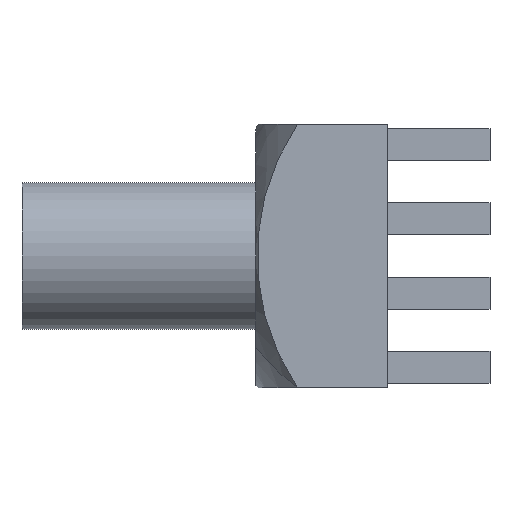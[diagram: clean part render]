
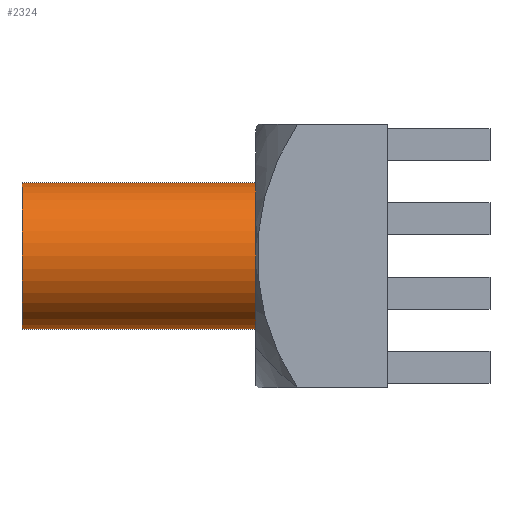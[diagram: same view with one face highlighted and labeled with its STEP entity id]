
A CAD part, left-side view. The second image highlights one B-rep face of the part: STEP entity #2324.
In plain terms, the highlighted cylindrical face has radius 2.5 mm (diameter 5 mm), a partial arc.
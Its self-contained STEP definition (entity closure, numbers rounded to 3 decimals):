
#24 = CARTESIAN_POINT ( 'NONE',  ( 0., 12.5, 0. ) ) ;
#60 = CYLINDRICAL_SURFACE ( 'NONE', #2025, 2.5 ) ;
#63 = CIRCLE ( 'NONE', #389, 2.5 ) ;
#205 = EDGE_CURVE ( 'NONE', #224, #2328, #1876, .T. ) ;
#224 = VERTEX_POINT ( 'NONE', #2343 ) ;
#349 = LINE ( 'NONE', #1546, #2414 ) ;
#389 = AXIS2_PLACEMENT_3D ( 'NONE', #1604, #1211, #2007 ) ;
#486 = CARTESIAN_POINT ( 'NONE',  ( 0., 12.5, 2.5 ) ) ;
#673 = FACE_OUTER_BOUND ( 'NONE', #2149, .T. ) ;
#690 = CARTESIAN_POINT ( 'NONE',  ( 0., 4.5, 2.5 ) ) ;
#790 = ORIENTED_EDGE ( 'NONE', *, *, #1767, .F. ) ;
#1100 = ORIENTED_EDGE ( 'NONE', *, *, #2200, .T. ) ;
#1160 = CARTESIAN_POINT ( 'NONE',  ( 0., 12.5, -2.5 ) ) ;
#1186 = VERTEX_POINT ( 'NONE', #690 ) ;
#1195 = DIRECTION ( 'NONE',  ( 0., 1., 0. ) ) ;
#1211 = DIRECTION ( 'NONE',  ( 0., 1., 0. ) ) ;
#1246 = DIRECTION ( 'NONE',  ( 0., -1., 0. ) ) ;
#1352 = ORIENTED_EDGE ( 'NONE', *, *, #2134, .F. ) ;
#1425 = CIRCLE ( 'NONE', #1543, 2.5 ) ;
#1543 = AXIS2_PLACEMENT_3D ( 'NONE', #2368, #1195, #2566 ) ;
#1546 = CARTESIAN_POINT ( 'NONE',  ( 0., 12.5, 2.5 ) ) ;
#1604 = CARTESIAN_POINT ( 'NONE',  ( 0., 4.5, 0. ) ) ;
#1613 = ORIENTED_EDGE ( 'NONE', *, *, #205, .T. ) ;
#1767 = EDGE_CURVE ( 'NONE', #224, #2018, #1425, .T. ) ;
#1845 = CARTESIAN_POINT ( 'NONE',  ( 0., 4.5, -2.5 ) ) ;
#1876 = LINE ( 'NONE', #1160, #2241 ) ;
#2007 = DIRECTION ( 'NONE',  ( 0., 0., 1. ) ) ;
#2018 = VERTEX_POINT ( 'NONE', #486 ) ;
#2025 = AXIS2_PLACEMENT_3D ( 'NONE', #24, #1246, #2230 ) ;
#2134 = EDGE_CURVE ( 'NONE', #2018, #1186, #349, .T. ) ;
#2149 = EDGE_LOOP ( 'NONE', ( #1352, #790, #1613, #1100 ) ) ;
#2158 = DIRECTION ( 'NONE',  ( 0., -1., 0. ) ) ;
#2200 = EDGE_CURVE ( 'NONE', #2328, #1186, #63, .T. ) ;
#2230 = DIRECTION ( 'NONE',  ( 0., 0., -1. ) ) ;
#2241 = VECTOR ( 'NONE', #2158, 1000. ) ;
#2324 = ADVANCED_FACE ( 'NONE', ( #673 ), #60, .T. ) ;
#2328 = VERTEX_POINT ( 'NONE', #1845 ) ;
#2343 = CARTESIAN_POINT ( 'NONE',  ( 0., 12.5, -2.5 ) ) ;
#2353 = DIRECTION ( 'NONE',  ( 0., -1., 0. ) ) ;
#2368 = CARTESIAN_POINT ( 'NONE',  ( 0., 12.5, 0. ) ) ;
#2414 = VECTOR ( 'NONE', #2353, 1000. ) ;
#2566 = DIRECTION ( 'NONE',  ( 0., 0., 1. ) ) ;
